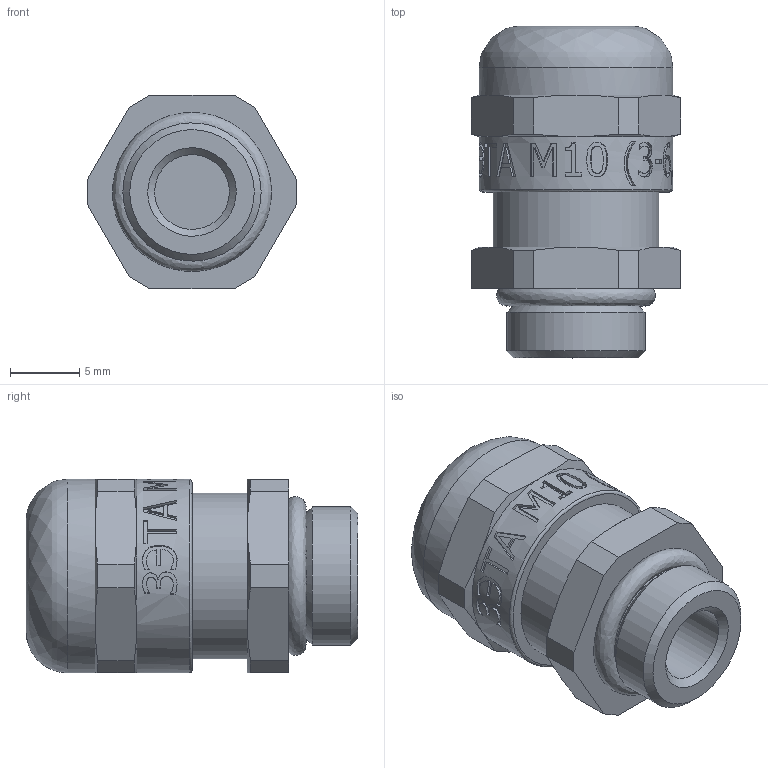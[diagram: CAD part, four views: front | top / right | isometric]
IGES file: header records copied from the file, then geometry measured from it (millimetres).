
Global section: file name: 2 КВ-М10 (3-6мм); native system: Autodesk Inventor 2015; preprocessor: unknown; author: zeta-23; date: 20161013.194242; units: millimetre
Bounding box: 15.17 x 24 x 14 mm (x, y, z)
Volume: 2989.4 mm3; surface area: 1520.5 mm2
Topology: 1 solids, 1 shells, 302 faces, 827 edges, 550 vertices
Faces by surface type: bspline 302
